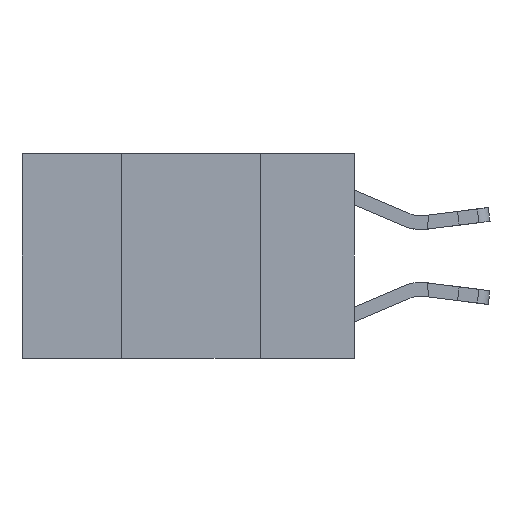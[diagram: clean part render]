
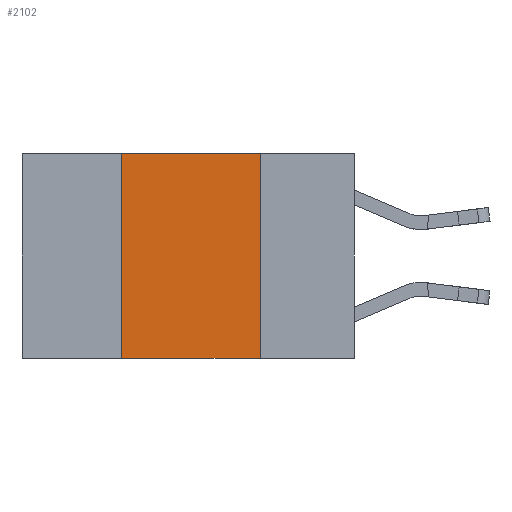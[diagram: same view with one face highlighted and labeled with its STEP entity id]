
A CAD part, left-side view. The second image highlights one B-rep face of the part: STEP entity #2102.
In plain terms, the highlighted planar face has unit normal (-1, 0, 0).
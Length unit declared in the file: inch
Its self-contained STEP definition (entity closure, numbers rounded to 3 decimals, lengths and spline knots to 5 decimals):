
#217 = ORIENTED_EDGE ( 'NONE', *, *, #3467, .F. ) ;
#768 = VERTEX_POINT ( 'NONE', #3447 ) ;
#1063 = DIRECTION ( 'NONE',  ( 0., -1., 0. ) ) ;
#1178 = ORIENTED_EDGE ( 'NONE', *, *, #11417, .F. ) ;
#2102 = ADVANCED_FACE ( 'NONE', ( #16333 ), #6255, .F. ) ;
#2104 = VECTOR ( 'NONE', #15857, 39.37008 ) ;
#3292 = CARTESIAN_POINT ( 'NONE',  ( 0., 0.6, 0. ) ) ;
#3447 = CARTESIAN_POINT ( 'NONE',  ( 0., 0.42, -0.37 ) ) ;
#3467 = EDGE_CURVE ( 'NONE', #13639, #18596, #6146, .T. ) ;
#3476 = LINE ( 'NONE', #10004, #11364 ) ;
#4381 = EDGE_CURVE ( 'NONE', #768, #18596, #6112, .T. ) ;
#4803 = DIRECTION ( 'NONE',  ( 1., 0., 0. ) ) ;
#5531 = EDGE_LOOP ( 'NONE', ( #217, #12135, #1178, #13062 ) ) ;
#5658 = VECTOR ( 'NONE', #18238, 39.37008 ) ;
#6112 = LINE ( 'NONE', #12889, #2104 ) ;
#6146 = LINE ( 'NONE', #9363, #5658 ) ;
#6255 = PLANE ( 'NONE',  #6309 ) ;
#6309 = AXIS2_PLACEMENT_3D ( 'NONE', #3292, #4803, #15153 ) ;
#7230 = CARTESIAN_POINT ( 'NONE',  ( 0., 0.17, -0.37 ) ) ;
#7609 = CARTESIAN_POINT ( 'NONE',  ( 0., 0.42, 0. ) ) ;
#9079 = DIRECTION ( 'NONE',  ( 0., 0., 1. ) ) ;
#9363 = CARTESIAN_POINT ( 'NONE',  ( 0., 0.17, 0. ) ) ;
#10004 = CARTESIAN_POINT ( 'NONE',  ( 0., 0.6, 0. ) ) ;
#10305 = VECTOR ( 'NONE', #9079, 39.37008 ) ;
#11364 = VECTOR ( 'NONE', #1063, 39.37008 ) ;
#11417 = EDGE_CURVE ( 'NONE', #768, #11511, #14693, .T. ) ;
#11511 = VERTEX_POINT ( 'NONE', #15076 ) ;
#12135 = ORIENTED_EDGE ( 'NONE', *, *, #18517, .F. ) ;
#12889 = CARTESIAN_POINT ( 'NONE',  ( 0., 0.6, -0.37 ) ) ;
#13062 = ORIENTED_EDGE ( 'NONE', *, *, #4381, .T. ) ;
#13639 = VERTEX_POINT ( 'NONE', #15533 ) ;
#14693 = LINE ( 'NONE', #7609, #10305 ) ;
#15076 = CARTESIAN_POINT ( 'NONE',  ( 0., 0.42, 0. ) ) ;
#15153 = DIRECTION ( 'NONE',  ( 0., 0., -1. ) ) ;
#15533 = CARTESIAN_POINT ( 'NONE',  ( 0., 0.17, 0. ) ) ;
#15857 = DIRECTION ( 'NONE',  ( 0., -1., 0. ) ) ;
#16333 = FACE_OUTER_BOUND ( 'NONE', #5531, .T. ) ;
#18238 = DIRECTION ( 'NONE',  ( 0., 0., -1. ) ) ;
#18517 = EDGE_CURVE ( 'NONE', #11511, #13639, #3476, .T. ) ;
#18596 = VERTEX_POINT ( 'NONE', #7230 ) ;
